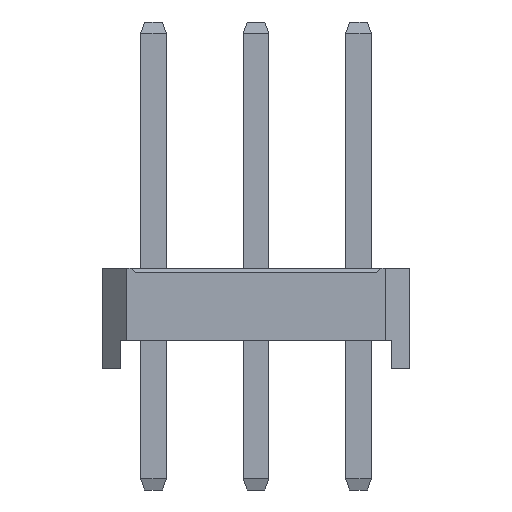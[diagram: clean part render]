
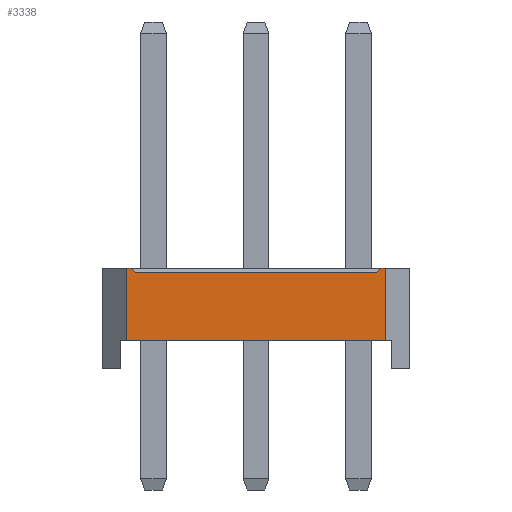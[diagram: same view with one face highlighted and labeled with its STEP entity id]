
A CAD part, left-side view. The second image highlights one B-rep face of the part: STEP entity #3338.
In plain terms, the highlighted planar face has unit normal (-1, 0, 0).
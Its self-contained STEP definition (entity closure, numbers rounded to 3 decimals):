
#3338=ADVANCED_FACE('',(#12829),#12831,.T.);
#12829=FACE_BOUND('',#12830,.T.);
#12830=EDGE_LOOP('',(#20155,#20156,#20157,#20158,#20159,#20160,#20161,#20162));
#12831=PLANE('',#12832);
#12832=AXIS2_PLACEMENT_3D('',#12833,#12834,#12835);
#12833=CARTESIAN_POINT('',(-1.27,5.75,0.));
#12834=DIRECTION('',(-1.,0.,0.));
#12835=DIRECTION('',(0.,-1.,0.));
#20155=ORIENTED_EDGE('',*,*,#24648,.F.);
#20156=ORIENTED_EDGE('',*,*,#24649,.T.);
#20157=ORIENTED_EDGE('',*,*,#24650,.F.);
#20158=ORIENTED_EDGE('',*,*,#23611,.F.);
#20159=ORIENTED_EDGE('',*,*,#24651,.F.);
#20160=ORIENTED_EDGE('',*,*,#23274,.T.);
#20161=ORIENTED_EDGE('',*,*,#24647,.T.);
#20162=ORIENTED_EDGE('',*,*,#23615,.F.);
#23274=EDGE_CURVE('',#25888,#25886,#25889,.T.);
#23611=EDGE_CURVE('',#26560,#26562,#26563,.T.);
#23615=EDGE_CURVE('',#26568,#26570,#26571,.T.);
#24647=EDGE_CURVE('',#25886,#26570,#28269,.T.);
#24648=EDGE_CURVE('',#28270,#26568,#28271,.F.);
#24649=EDGE_CURVE('',#28270,#28272,#28273,.T.);
#24650=EDGE_CURVE('',#26562,#28272,#28274,.F.);
#24651=EDGE_CURVE('',#25888,#26560,#28275,.T.);
#25886=VERTEX_POINT('',#30112);
#25888=VERTEX_POINT('',#30116);
#25889=LINE('',#30117,#30118);
#26560=VERTEX_POINT('',#31460);
#26562=VERTEX_POINT('',#31464);
#26563=LINE('',#31465,#31466);
#26568=VERTEX_POINT('',#31476);
#26570=VERTEX_POINT('',#31480);
#26571=LINE('',#31481,#31482);
#28269=LINE('',#35243,#35244);
#28270=VERTEX_POINT('',#35246);
#28271=LINE('',#35247,#35248);
#28272=VERTEX_POINT('',#35250);
#28273=LINE('',#35251,#35252);
#28274=LINE('',#35254,#35255);
#28275=LINE('',#35257,#35258);
#30112=CARTESIAN_POINT('',(-1.27,-0.67,0.7));
#30116=CARTESIAN_POINT('',(-1.27,5.75,0.7));
#30117=CARTESIAN_POINT('',(-1.27,5.75,0.7));
#30118=VECTOR('',#30119,1.);
#30119=DIRECTION('',(0.,-1.,0.));
#31460=CARTESIAN_POINT('',(-1.27,5.75,2.5));
#31464=CARTESIAN_POINT('',(-1.27,5.63,2.5));
#31465=CARTESIAN_POINT('',(-1.27,5.75,2.5));
#31466=VECTOR('',#31467,1.);
#31467=DIRECTION('',(0.,-1.,0.));
#31476=CARTESIAN_POINT('',(-1.27,-0.55,2.5));
#31480=CARTESIAN_POINT('',(-1.27,-0.67,2.5));
#31481=CARTESIAN_POINT('',(-1.27,-0.55,2.5));
#31482=VECTOR('',#31483,1.);
#31483=DIRECTION('',(0.,-1.,0.));
#35243=CARTESIAN_POINT('',(-1.27,-0.67,0.7));
#35244=VECTOR('',#35245,1.);
#35245=DIRECTION('',(0.,0.,1.));
#35246=CARTESIAN_POINT('',(-1.27,-0.45,2.4));
#35247=CARTESIAN_POINT('',(-1.27,-0.55,2.5));
#35248=VECTOR('',#35249,1.);
#35249=DIRECTION('',(0.,0.707,-0.707));
#35250=CARTESIAN_POINT('',(-1.27,5.53,2.4));
#35251=CARTESIAN_POINT('',(-1.27,-0.45,2.4));
#35252=VECTOR('',#35253,1.);
#35253=DIRECTION('',(0.,1.,0.));
#35254=CARTESIAN_POINT('',(-1.27,5.53,2.4));
#35255=VECTOR('',#35256,1.);
#35256=DIRECTION('',(0.,0.707,0.707));
#35257=CARTESIAN_POINT('',(-1.27,5.75,0.7));
#35258=VECTOR('',#35259,1.);
#35259=DIRECTION('',(0.,0.,1.));
